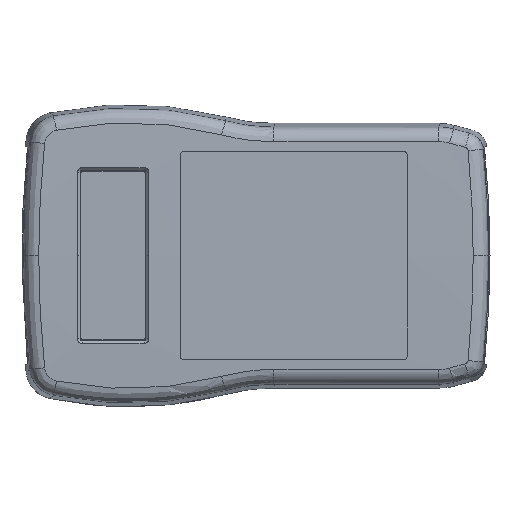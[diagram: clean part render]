
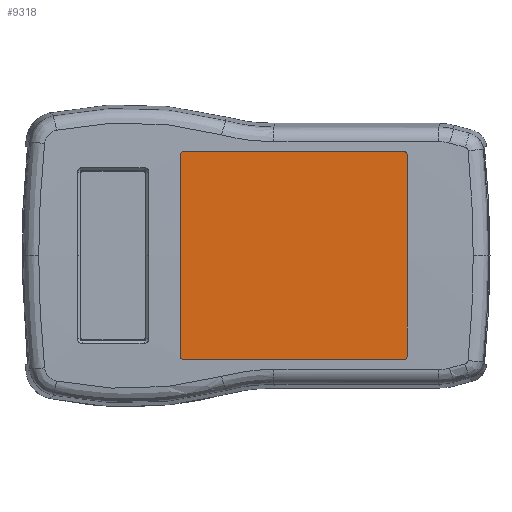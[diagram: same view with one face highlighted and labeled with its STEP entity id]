
A CAD part, top view. The second image highlights one B-rep face of the part: STEP entity #9318.
In plain terms, the highlighted planar face has unit normal (0, 0, 1).
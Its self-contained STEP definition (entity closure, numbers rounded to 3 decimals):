
#1029 = CARTESIAN_POINT ( 'NONE',  ( 57.176, -27.403, 13.9 ) ) ;
#1248 = CARTESIAN_POINT ( 'NONE',  ( 56.176, -26.403, 13.9 ) ) ;
#1688 = CARTESIAN_POINT ( 'NONE',  ( 115.975, 27.402, 13.9 ) ) ;
#1834 = LINE ( 'NONE', #38351, #22295 ) ;
#2465 = LINE ( 'NONE', #26141, #26597 ) ;
#2986 = EDGE_CURVE ( 'NONE', #22828, #40547, #21936, .T. ) ;
#3057 = DIRECTION ( 'NONE',  ( 0., -1., 0. ) ) ;
#4318 = EDGE_LOOP ( 'NONE', ( #22750, #34737, #33077, #40230, #27326, #41857, #35563, #11586 ) ) ;
#5655 = CARTESIAN_POINT ( 'NONE',  ( 115.652, 27.678, 13.9 ) ) ;
#7523 = CARTESIAN_POINT ( 'NONE',  ( 56.176, 27.059, 13.9 ) ) ;
#8328 = CARTESIAN_POINT ( 'NONE',  ( 115.779, 27.597, 13.9 ) ) ;
#8539 = DIRECTION ( 'NONE',  ( -1., 0., 0. ) ) ;
#8985 = CARTESIAN_POINT ( 'NONE',  ( 116.145, 27.046, 13.9 ) ) ;
#9318 = ADVANCED_FACE ( 'NONE', ( #42149 ), #38836, .T. ) ;
#10103 = CARTESIAN_POINT ( 'NONE',  ( 116.176, -26.403, 13.9 ) ) ;
#10396 = CARTESIAN_POINT ( 'NONE',  ( 56.654, 27.689, 13.9 ) ) ;
#10479 = CARTESIAN_POINT ( 'NONE',  ( 115.698, -27.295, 13.9 ) ) ;
#11420 = CARTESIAN_POINT ( 'NONE',  ( 56.654, -27.295, 13.9 ) ) ;
#11586 = ORIENTED_EDGE ( 'NONE', *, *, #20237, .F. ) ;
#12090 = CARTESIAN_POINT ( 'NONE',  ( 115.695, 27.652, 13.9 ) ) ;
#12854 = DIRECTION ( 'NONE',  ( 1., 0., 0. ) ) ;
#13263 = EDGE_CURVE ( 'NONE', #22736, #23839, #25033, .T. ) ;
#13613 = B_SPLINE_CURVE_WITH_KNOTS ( 'NONE', 3,
 ( #16912, #36798, #27306, #10479, #20024, #23782 ),
 .UNSPECIFIED., .F., .F.,
 ( 4, 2, 4 ),
 ( 0., 0.5, 1. ),
 .UNSPECIFIED. ) ;
#14391 = CARTESIAN_POINT ( 'NONE',  ( 56.176, 26.797, 13.9 ) ) ;
#14976 = CARTESIAN_POINT ( 'NONE',  ( 116.276, 27.897, 13.9 ) ) ;
#16063 = CARTESIAN_POINT ( 'NONE',  ( 116.176, 26.861, 13.9 ) ) ;
#16912 = CARTESIAN_POINT ( 'NONE',  ( 116.176, -26.403, 13.9 ) ) ;
#17791 = VERTEX_POINT ( 'NONE', #10103 ) ;
#18080 = CARTESIAN_POINT ( 'NONE',  ( 56.176, -26.665, 13.9 ) ) ;
#18242 = CARTESIAN_POINT ( 'NONE',  ( 115.176, 27.797, 13.9 ) ) ;
#18278 = EDGE_CURVE ( 'NONE', #26826, #38671, #1834, .T. ) ;
#18365 = CARTESIAN_POINT ( 'NONE',  ( 57.176, -27.403, 13.9 ) ) ;
#18528 = CARTESIAN_POINT ( 'NONE',  ( 115.559, 27.721, 13.9 ) ) ;
#18748 = CARTESIAN_POINT ( 'NONE',  ( 115.426, 27.773, 13.9 ) ) ;
#19185 = CARTESIAN_POINT ( 'NONE',  ( 115.606, 27.7, 13.9 ) ) ;
#19328 = EDGE_CURVE ( 'NONE', #22736, #17791, #26514, .T. ) ;
#20024 = CARTESIAN_POINT ( 'NONE',  ( 115.438, -27.403, 13.9 ) ) ;
#20237 = EDGE_CURVE ( 'NONE', #40547, #23839, #2465, .T. ) ;
#20591 = CARTESIAN_POINT ( 'NONE',  ( 57.176, 27.797, 13.9 ) ) ;
#21161 = CARTESIAN_POINT ( 'NONE',  ( 56.176, 0.197, 13.9 ) ) ;
#21936 = B_SPLINE_CURVE_WITH_KNOTS ( 'NONE', 3,
 ( #14391, #7523, #34727, #10396, #30754, #20591 ),
 .UNSPECIFIED., .F., .F.,
 ( 4, 2, 4 ),
 ( 0., 0.5, 1. ),
 .UNSPECIFIED. ) ;
#22295 = VECTOR ( 'NONE', #35035, 1000. ) ;
#22736 = VERTEX_POINT ( 'NONE', #43208 ) ;
#22750 = ORIENTED_EDGE ( 'NONE', *, *, #2986, .F. ) ;
#22828 = VERTEX_POINT ( 'NONE', #28389 ) ;
#23525 = VECTOR ( 'NONE', #28211, 1000. ) ;
#23782 = CARTESIAN_POINT ( 'NONE',  ( 115.176, -27.403, 13.9 ) ) ;
#23839 = VERTEX_POINT ( 'NONE', #18242 ) ;
#25033 = B_SPLINE_CURVE_WITH_KNOTS ( 'NONE', 3,
 ( #39275, #16063, #28909, #8985, #42367, #29543, #28691, #43010, #1688, #36190, #32654, #8328, #12090, #5655, #19185, #35317, #18528, #18748, #32224, #33078 ),
 .UNSPECIFIED., .F., .F.,
 ( 4, 1, 2, 2, 2, 2, 2, 1, 2, 2, 4 ),
 ( 0., 0.125, 0.187, 0.25, 0.375, 0.5, 0.625, 0.687, 0.719, 0.75, 1. ),
 .UNSPECIFIED. ) ;
#25155 = DIRECTION ( 'NONE',  ( 0., 0., 1. ) ) ;
#26141 = CARTESIAN_POINT ( 'NONE',  ( 86.176, 27.797, 13.9 ) ) ;
#26514 = LINE ( 'NONE', #36677, #35039 ) ;
#26597 = VECTOR ( 'NONE', #12854, 1000. ) ;
#26755 = CARTESIAN_POINT ( 'NONE',  ( 56.914, -27.403, 13.9 ) ) ;
#26826 = VERTEX_POINT ( 'NONE', #28237 ) ;
#27306 = CARTESIAN_POINT ( 'NONE',  ( 116.068, -26.925, 13.9 ) ) ;
#27326 = ORIENTED_EDGE ( 'NONE', *, *, #29848, .F. ) ;
#28211 = DIRECTION ( 'NONE',  ( 0., 1., 0. ) ) ;
#28237 = CARTESIAN_POINT ( 'NONE',  ( 115.176, -27.403, 13.9 ) ) ;
#28389 = CARTESIAN_POINT ( 'NONE',  ( 56.176, 26.797, 13.9 ) ) ;
#28601 = EDGE_CURVE ( 'NONE', #30514, #22828, #31315, .T. ) ;
#28691 = CARTESIAN_POINT ( 'NONE',  ( 116.081, 27.228, 13.9 ) ) ;
#28909 = CARTESIAN_POINT ( 'NONE',  ( 116.167, 26.954, 13.9 ) ) ;
#29196 = CARTESIAN_POINT ( 'NONE',  ( 56.176, -26.403, 13.9 ) ) ;
#29543 = CARTESIAN_POINT ( 'NONE',  ( 116.118, 27.134, 13.9 ) ) ;
#29848 = EDGE_CURVE ( 'NONE', #17791, #26826, #13613, .T. ) ;
#30328 = AXIS2_PLACEMENT_3D ( 'NONE', #14976, #25155, #8539 ) ;
#30514 = VERTEX_POINT ( 'NONE', #29196 ) ;
#30754 = CARTESIAN_POINT ( 'NONE',  ( 56.914, 27.797, 13.9 ) ) ;
#31315 = LINE ( 'NONE', #21161, #23525 ) ;
#32224 = CARTESIAN_POINT ( 'NONE',  ( 115.304, 27.797, 13.9 ) ) ;
#32620 = CARTESIAN_POINT ( 'NONE',  ( 57.176, 27.797, 13.9 ) ) ;
#32654 = CARTESIAN_POINT ( 'NONE',  ( 115.835, 27.553, 13.9 ) ) ;
#33077 = ORIENTED_EDGE ( 'NONE', *, *, #41262, .F. ) ;
#33078 = CARTESIAN_POINT ( 'NONE',  ( 115.176, 27.797, 13.9 ) ) ;
#34653 = CARTESIAN_POINT ( 'NONE',  ( 56.284, -26.925, 13.9 ) ) ;
#34727 = CARTESIAN_POINT ( 'NONE',  ( 56.284, 27.319, 13.9 ) ) ;
#34737 = ORIENTED_EDGE ( 'NONE', *, *, #28601, .F. ) ;
#35035 = DIRECTION ( 'NONE',  ( -1., 0., 0. ) ) ;
#35039 = VECTOR ( 'NONE', #3057, 1000. ) ;
#35317 = CARTESIAN_POINT ( 'NONE',  ( 115.575, 27.714, 13.9 ) ) ;
#35563 = ORIENTED_EDGE ( 'NONE', *, *, #13263, .T. ) ;
#36190 = CARTESIAN_POINT ( 'NONE',  ( 115.932, 27.456, 13.9 ) ) ;
#36677 = CARTESIAN_POINT ( 'NONE',  ( 116.176, 0.197, 13.9 ) ) ;
#36798 = CARTESIAN_POINT ( 'NONE',  ( 116.176, -26.665, 13.9 ) ) ;
#37228 = B_SPLINE_CURVE_WITH_KNOTS ( 'NONE', 3,
 ( #1029, #26755, #11420, #34653, #18080, #1248 ),
 .UNSPECIFIED., .F., .F.,
 ( 4, 2, 4 ),
 ( 0., 0.5, 1. ),
 .UNSPECIFIED. ) ;
#38351 = CARTESIAN_POINT ( 'NONE',  ( 86.176, -27.403, 13.9 ) ) ;
#38671 = VERTEX_POINT ( 'NONE', #18365 ) ;
#38836 = PLANE ( 'NONE',  #30328 ) ;
#39275 = CARTESIAN_POINT ( 'NONE',  ( 116.176, 26.797, 13.9 ) ) ;
#40230 = ORIENTED_EDGE ( 'NONE', *, *, #18278, .F. ) ;
#40547 = VERTEX_POINT ( 'NONE', #32620 ) ;
#41262 = EDGE_CURVE ( 'NONE', #38671, #30514, #37228, .T. ) ;
#41857 = ORIENTED_EDGE ( 'NONE', *, *, #19328, .F. ) ;
#42149 = FACE_OUTER_BOUND ( 'NONE', #4318, .T. ) ;
#42367 = CARTESIAN_POINT ( 'NONE',  ( 116.128, 27.106, 13.9 ) ) ;
#43010 = CARTESIAN_POINT ( 'NONE',  ( 116.05, 27.287, 13.9 ) ) ;
#43208 = CARTESIAN_POINT ( 'NONE',  ( 116.176, 26.797, 13.9 ) ) ;
